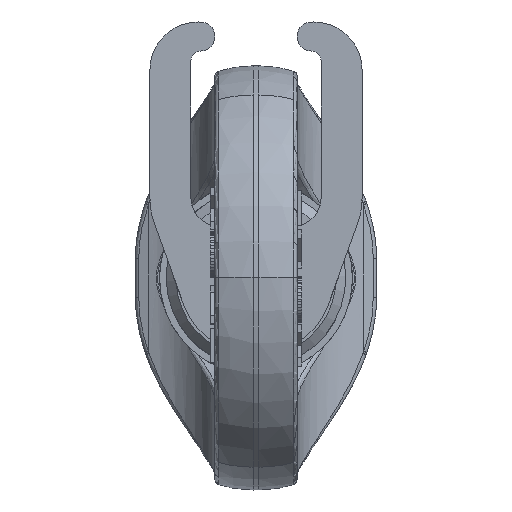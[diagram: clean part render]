
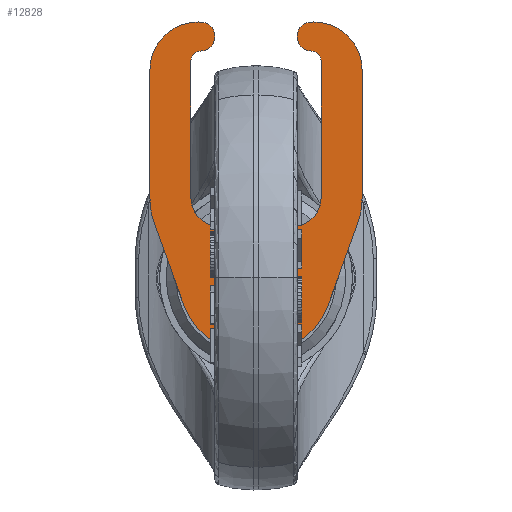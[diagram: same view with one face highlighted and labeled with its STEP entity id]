
A CAD part, top view. The second image highlights one B-rep face of the part: STEP entity #12828.
In plain terms, the highlighted planar face has unit normal (0, 0, 1).
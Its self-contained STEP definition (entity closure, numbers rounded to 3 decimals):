
#12208=CARTESIAN_POINT('Vertex',(11.,21.513,-1.3)) ;
#12211=CARTESIAN_POINT('Line Origine',(11.,14.91,-1.3)) ;
#12215=CARTESIAN_POINT('Vertex',(11.,8.307,-1.3)) ;
#12662=CARTESIAN_POINT('Vertex',(6.,26.513,-1.3)) ;
#12665=CARTESIAN_POINT('Axis2P3D Location',(6.,21.513,-1.3)) ;
#12677=CARTESIAN_POINT('Axis2P3D Location',(0.,0.,-1.3)) ;
#12682=CARTESIAN_POINT('Axis2P3D Location',(6.,21.513,-1.3)) ;
#12686=CARTESIAN_POINT('Vertex',(5.643,26.5,-1.3)) ;
#12689=CARTESIAN_POINT('Axis2P3D Location',(5.75,25.004,-1.3)) ;
#12693=CARTESIAN_POINT('Vertex',(5.75,23.504,-1.3)) ;
#12696=CARTESIAN_POINT('Axis2P3D Location',(5.75,22.504,-1.3)) ;
#12700=CARTESIAN_POINT('Vertex',(6.75,22.504,-1.3)) ;
#12703=CARTESIAN_POINT('Line Origine',(6.75,15.405,-1.3)) ;
#12707=CARTESIAN_POINT('Vertex',(6.75,8.307,-1.3)) ;
#12710=CARTESIAN_POINT('Axis2P3D Location',(3.75,8.307,-1.3)) ;
#12714=CARTESIAN_POINT('Vertex',(3.75,5.307,-1.3)) ;
#12717=CARTESIAN_POINT('Line Origine',(0.,5.307,-1.3)) ;
#12721=CARTESIAN_POINT('Vertex',(-3.75,5.307,-1.3)) ;
#12724=CARTESIAN_POINT('Axis2P3D Location',(-3.75,8.307,-1.3)) ;
#12728=CARTESIAN_POINT('Vertex',(-6.75,8.307,-1.3)) ;
#12731=CARTESIAN_POINT('Line Origine',(-6.75,15.405,-1.3)) ;
#12735=CARTESIAN_POINT('Vertex',(-6.75,22.504,-1.3)) ;
#12738=CARTESIAN_POINT('Axis2P3D Location',(-5.75,22.504,-1.3)) ;
#12742=CARTESIAN_POINT('Vertex',(-5.75,23.504,-1.3)) ;
#12745=CARTESIAN_POINT('Axis2P3D Location',(-5.75,25.004,-1.3)) ;
#12749=CARTESIAN_POINT('Vertex',(-5.643,26.5,-1.3)) ;
#12752=CARTESIAN_POINT('Axis2P3D Location',(-6.,21.513,-1.3)) ;
#12756=CARTESIAN_POINT('Vertex',(-6.,26.513,-1.3)) ;
#12759=CARTESIAN_POINT('Axis2P3D Location',(-6.,21.513,-1.3)) ;
#12763=CARTESIAN_POINT('Vertex',(-11.,21.513,-1.3)) ;
#12766=CARTESIAN_POINT('Line Origine',(-11.,14.91,-1.3)) ;
#12770=CARTESIAN_POINT('Vertex',(-11.,8.307,-1.3)) ;
#12773=CARTESIAN_POINT('Axis2P3D Location',(-3.,8.307,-1.3)) ;
#12777=CARTESIAN_POINT('Vertex',(-10.524,5.589,-1.3)) ;
#12780=CARTESIAN_POINT('Line Origine',(-9.024,1.436,-1.3)) ;
#12784=CARTESIAN_POINT('Vertex',(-7.524,-2.717,-1.3)) ;
#12787=CARTESIAN_POINT('Axis2P3D Location',(0.,0.,-1.3)) ;
#12791=CARTESIAN_POINT('Vertex',(7.524,-2.717,-1.3)) ;
#12794=CARTESIAN_POINT('Line Origine',(9.024,1.436,-1.3)) ;
#12798=CARTESIAN_POINT('Vertex',(10.524,5.589,-1.3)) ;
#12801=CARTESIAN_POINT('Axis2P3D Location',(3.,8.307,-1.3)) ;
#12212=DIRECTION('Vector Direction',(0.,1.,0.)) ;
#12666=DIRECTION('Axis2P3D Direction',(0.,0.,1.)) ;
#12678=DIRECTION('Axis2P3D Direction',(0.,0.,1.)) ;
#12679=DIRECTION('Axis2P3D XDirection',(0.,-1.,0.)) ;
#12683=DIRECTION('Axis2P3D Direction',(0.,0.,1.)) ;
#12690=DIRECTION('Axis2P3D Direction',(0.,0.,1.)) ;
#12697=DIRECTION('Axis2P3D Direction',(0.,0.,1.)) ;
#12704=DIRECTION('Vector Direction',(0.,-1.,0.)) ;
#12711=DIRECTION('Axis2P3D Direction',(0.,0.,1.)) ;
#12718=DIRECTION('Vector Direction',(-1.,0.,0.)) ;
#12725=DIRECTION('Axis2P3D Direction',(0.,0.,1.)) ;
#12732=DIRECTION('Vector Direction',(0.,1.,0.)) ;
#12739=DIRECTION('Axis2P3D Direction',(0.,0.,1.)) ;
#12746=DIRECTION('Axis2P3D Direction',(0.,0.,1.)) ;
#12753=DIRECTION('Axis2P3D Direction',(0.,0.,1.)) ;
#12760=DIRECTION('Axis2P3D Direction',(0.,0.,1.)) ;
#12767=DIRECTION('Vector Direction',(0.,-1.,0.)) ;
#12774=DIRECTION('Axis2P3D Direction',(0.,0.,1.)) ;
#12781=DIRECTION('Vector Direction',(0.34,-0.941,0.)) ;
#12788=DIRECTION('Axis2P3D Direction',(0.,0.,1.)) ;
#12795=DIRECTION('Vector Direction',(-0.34,-0.941,0.)) ;
#12802=DIRECTION('Axis2P3D Direction',(0.,0.,1.)) ;
#12667=AXIS2_PLACEMENT_3D('Circle Axis2P3D',#12665,#12666,$) ;
#12680=AXIS2_PLACEMENT_3D('Plane Axis2P3D',#12677,#12678,#12679) ;
#12684=AXIS2_PLACEMENT_3D('Circle Axis2P3D',#12682,#12683,$) ;
#12691=AXIS2_PLACEMENT_3D('Circle Axis2P3D',#12689,#12690,$) ;
#12698=AXIS2_PLACEMENT_3D('Circle Axis2P3D',#12696,#12697,$) ;
#12712=AXIS2_PLACEMENT_3D('Circle Axis2P3D',#12710,#12711,$) ;
#12726=AXIS2_PLACEMENT_3D('Circle Axis2P3D',#12724,#12725,$) ;
#12740=AXIS2_PLACEMENT_3D('Circle Axis2P3D',#12738,#12739,$) ;
#12747=AXIS2_PLACEMENT_3D('Circle Axis2P3D',#12745,#12746,$) ;
#12754=AXIS2_PLACEMENT_3D('Circle Axis2P3D',#12752,#12753,$) ;
#12761=AXIS2_PLACEMENT_3D('Circle Axis2P3D',#12759,#12760,$) ;
#12775=AXIS2_PLACEMENT_3D('Circle Axis2P3D',#12773,#12774,$) ;
#12789=AXIS2_PLACEMENT_3D('Circle Axis2P3D',#12787,#12788,$) ;
#12803=AXIS2_PLACEMENT_3D('Circle Axis2P3D',#12801,#12802,$) ;
#12807=ORIENTED_EDGE('',*,*,#12217,.T.) ;
#12808=ORIENTED_EDGE('',*,*,#12669,.T.) ;
#12809=ORIENTED_EDGE('',*,*,#12688,.T.) ;
#12810=ORIENTED_EDGE('',*,*,#12695,.T.) ;
#12811=ORIENTED_EDGE('',*,*,#12702,.T.) ;
#12812=ORIENTED_EDGE('',*,*,#12709,.T.) ;
#12813=ORIENTED_EDGE('',*,*,#12716,.T.) ;
#12814=ORIENTED_EDGE('',*,*,#12723,.T.) ;
#12815=ORIENTED_EDGE('',*,*,#12730,.T.) ;
#12816=ORIENTED_EDGE('',*,*,#12737,.T.) ;
#12817=ORIENTED_EDGE('',*,*,#12744,.T.) ;
#12818=ORIENTED_EDGE('',*,*,#12751,.T.) ;
#12819=ORIENTED_EDGE('',*,*,#12758,.T.) ;
#12820=ORIENTED_EDGE('',*,*,#12765,.T.) ;
#12821=ORIENTED_EDGE('',*,*,#12772,.T.) ;
#12822=ORIENTED_EDGE('',*,*,#12779,.T.) ;
#12823=ORIENTED_EDGE('',*,*,#12786,.T.) ;
#12824=ORIENTED_EDGE('',*,*,#12793,.T.) ;
#12825=ORIENTED_EDGE('',*,*,#12800,.T.) ;
#12826=ORIENTED_EDGE('',*,*,#12805,.T.) ;
#12213=VECTOR('Line Direction',#12212,1.) ;
#12705=VECTOR('Line Direction',#12704,1.) ;
#12719=VECTOR('Line Direction',#12718,1.) ;
#12733=VECTOR('Line Direction',#12732,1.) ;
#12768=VECTOR('Line Direction',#12767,1.) ;
#12782=VECTOR('Line Direction',#12781,1.) ;
#12796=VECTOR('Line Direction',#12795,1.) ;
#12828=ADVANCED_FACE('\X2\52A05DE55716\X0\(\X2\522A966493105EA6\X0\).2',(#12827),#12681,.T.) ;
#12668=CIRCLE('generated circle',#12667,5.) ;
#12685=CIRCLE('generated circle',#12684,5.) ;
#12692=CIRCLE('generated circle',#12691,1.5) ;
#12699=CIRCLE('generated circle',#12698,1.) ;
#12713=CIRCLE('generated circle',#12712,3.) ;
#12727=CIRCLE('generated circle',#12726,3.) ;
#12741=CIRCLE('generated circle',#12740,1.) ;
#12748=CIRCLE('generated circle',#12747,1.5) ;
#12755=CIRCLE('generated circle',#12754,5.) ;
#12762=CIRCLE('generated circle',#12761,5.) ;
#12776=CIRCLE('generated circle',#12775,8.) ;
#12790=CIRCLE('generated circle',#12789,8.) ;
#12804=CIRCLE('generated circle',#12803,8.) ;
#12217=EDGE_CURVE('',#12216,#12209,#12214,.T.) ;
#12669=EDGE_CURVE('',#12209,#12663,#12668,.T.) ;
#12688=EDGE_CURVE('',#12663,#12687,#12685,.T.) ;
#12695=EDGE_CURVE('',#12687,#12694,#12692,.T.) ;
#12702=EDGE_CURVE('',#12694,#12701,#12699,.F.) ;
#12709=EDGE_CURVE('',#12701,#12708,#12706,.T.) ;
#12716=EDGE_CURVE('',#12708,#12715,#12713,.F.) ;
#12723=EDGE_CURVE('',#12715,#12722,#12720,.T.) ;
#12730=EDGE_CURVE('',#12722,#12729,#12727,.F.) ;
#12737=EDGE_CURVE('',#12729,#12736,#12734,.T.) ;
#12744=EDGE_CURVE('',#12736,#12743,#12741,.F.) ;
#12751=EDGE_CURVE('',#12743,#12750,#12748,.T.) ;
#12758=EDGE_CURVE('',#12750,#12757,#12755,.T.) ;
#12765=EDGE_CURVE('',#12757,#12764,#12762,.T.) ;
#12772=EDGE_CURVE('',#12764,#12771,#12769,.T.) ;
#12779=EDGE_CURVE('',#12771,#12778,#12776,.T.) ;
#12786=EDGE_CURVE('',#12778,#12785,#12783,.T.) ;
#12793=EDGE_CURVE('',#12785,#12792,#12790,.T.) ;
#12800=EDGE_CURVE('',#12792,#12799,#12797,.F.) ;
#12805=EDGE_CURVE('',#12799,#12216,#12804,.T.) ;
#12806=EDGE_LOOP('',(#12807,#12808,#12809,#12810,#12811,#12812,#12813,#12814,#12815,#12816,#12817,#12818,#12819,#12820,#12821,#12822,#12823,#12824,#12825,#12826)) ;
#12827=FACE_OUTER_BOUND('',#12806,.T.) ;
#12214=LINE('Line',#12211,#12213) ;
#12706=LINE('Line',#12703,#12705) ;
#12720=LINE('Line',#12717,#12719) ;
#12734=LINE('Line',#12731,#12733) ;
#12769=LINE('Line',#12766,#12768) ;
#12783=LINE('Line',#12780,#12782) ;
#12797=LINE('Line',#12794,#12796) ;
#12681=PLANE('',#12680) ;
#12209=VERTEX_POINT('',#12208) ;
#12216=VERTEX_POINT('',#12215) ;
#12663=VERTEX_POINT('',#12662) ;
#12687=VERTEX_POINT('',#12686) ;
#12694=VERTEX_POINT('',#12693) ;
#12701=VERTEX_POINT('',#12700) ;
#12708=VERTEX_POINT('',#12707) ;
#12715=VERTEX_POINT('',#12714) ;
#12722=VERTEX_POINT('',#12721) ;
#12729=VERTEX_POINT('',#12728) ;
#12736=VERTEX_POINT('',#12735) ;
#12743=VERTEX_POINT('',#12742) ;
#12750=VERTEX_POINT('',#12749) ;
#12757=VERTEX_POINT('',#12756) ;
#12764=VERTEX_POINT('',#12763) ;
#12771=VERTEX_POINT('',#12770) ;
#12778=VERTEX_POINT('',#12777) ;
#12785=VERTEX_POINT('',#12784) ;
#12792=VERTEX_POINT('',#12791) ;
#12799=VERTEX_POINT('',#12798) ;
